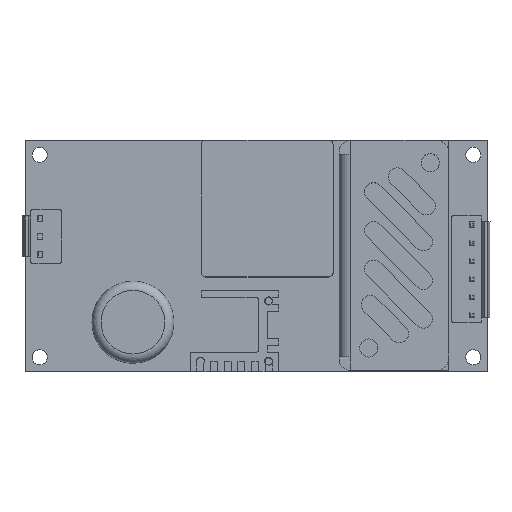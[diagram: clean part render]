
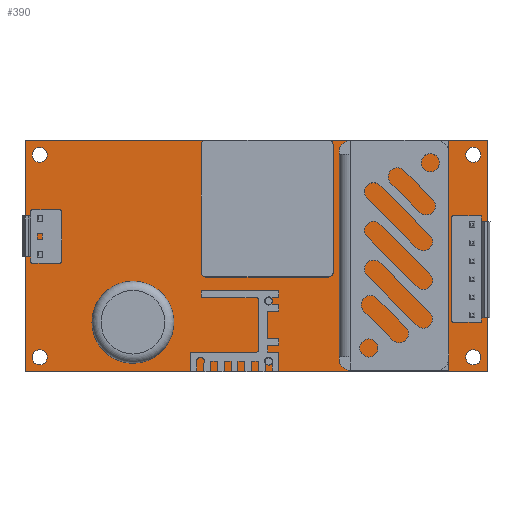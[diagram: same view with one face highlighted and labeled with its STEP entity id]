
A CAD part, top view. The second image highlights one B-rep face of the part: STEP entity #390.
In plain terms, the highlighted planar face has unit normal (0, 0, 1).
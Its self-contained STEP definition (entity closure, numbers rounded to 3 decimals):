
#112=CARTESIAN_POINT('',(83.458,38.439,1.6));
#113=VERTEX_POINT('',#112);
#114=CARTESIAN_POINT('',(81.808,38.439,1.6));
#115=DIRECTION('',(0.0,0.0,-1.0));
#116=DIRECTION('',(-1.0,0.0,0.0));
#117=AXIS2_PLACEMENT_3D('',#114,#115,#116);
#118=CIRCLE('',#117,1.65);
#119=EDGE_CURVE('',#113,#113,#118,.T.);
#140=CARTESIAN_POINT('',(83.463,-6.016,1.6));
#141=VERTEX_POINT('',#140);
#142=CARTESIAN_POINT('',(81.813,-6.016,1.6));
#143=DIRECTION('',(0.0,0.0,-1.0));
#144=DIRECTION('',(-1.0,0.0,0.0));
#145=AXIS2_PLACEMENT_3D('',#142,#143,#144);
#146=CIRCLE('',#145,1.65);
#147=EDGE_CURVE('',#141,#141,#146,.T.);
#168=CARTESIAN_POINT('',(-11.787,-6.016,1.6));
#169=VERTEX_POINT('',#168);
#170=CARTESIAN_POINT('',(-13.437,-6.016,1.6));
#171=DIRECTION('',(0.0,0.0,-1.0));
#172=DIRECTION('',(-1.0,0.0,0.0));
#173=AXIS2_PLACEMENT_3D('',#170,#171,#172);
#174=CIRCLE('',#173,1.65);
#175=EDGE_CURVE('',#169,#169,#174,.T.);
#196=CARTESIAN_POINT('',(-11.792,38.439,1.6));
#197=VERTEX_POINT('',#196);
#198=CARTESIAN_POINT('',(-13.442,38.439,1.6));
#199=DIRECTION('',(0.0,0.0,-1.0));
#200=DIRECTION('',(-1.0,0.0,0.0));
#201=AXIS2_PLACEMENT_3D('',#198,#199,#200);
#202=CIRCLE('',#201,1.65);
#203=EDGE_CURVE('',#197,#197,#202,.T.);
#224=CARTESIAN_POINT('',(84.983,41.614,1.6));
#225=VERTEX_POINT('',#224);
#226=CARTESIAN_POINT('',(84.983,-9.186,1.6));
#227=VERTEX_POINT('',#226);
#228=CARTESIAN_POINT('',(84.983,41.614,1.6));
#229=DIRECTION('',(0.0,-1.0,0.0));
#230=VECTOR('',#229,50.8);
#231=LINE('',#228,#230);
#232=EDGE_CURVE('',#225,#227,#231,.T.);
#264=CARTESIAN_POINT('',(-16.617,-9.186,1.6));
#265=VERTEX_POINT('',#264);
#266=CARTESIAN_POINT('',(84.983,-9.186,1.6));
#267=DIRECTION('',(-1.0,0.0,0.0));
#268=VECTOR('',#267,101.6);
#269=LINE('',#266,#268);
#270=EDGE_CURVE('',#227,#265,#269,.T.);
#295=CARTESIAN_POINT('',(-16.617,41.614,1.6));
#296=VERTEX_POINT('',#295);
#297=CARTESIAN_POINT('',(-16.617,-9.186,1.6));
#298=DIRECTION('',(0.0,1.0,0.0));
#299=VECTOR('',#298,50.8);
#300=LINE('',#297,#299);
#301=EDGE_CURVE('',#265,#296,#300,.T.);
#326=CARTESIAN_POINT('',(-16.617,41.614,1.6));
#327=DIRECTION('',(1.0,0.0,0.0));
#328=VECTOR('',#327,101.6);
#329=LINE('',#326,#328);
#330=EDGE_CURVE('',#296,#225,#329,.T.);
#367=CARTESIAN_POINT('',(34.183,16.214,1.6));
#368=DIRECTION('',(0.0,0.0,1.0));
#369=DIRECTION('',(1.0,0.0,0.0));
#370=AXIS2_PLACEMENT_3D('',#367,#368,#369);
#371=PLANE('',#370);
#372=ORIENTED_EDGE('',*,*,#232,.F.);
#373=ORIENTED_EDGE('',*,*,#330,.F.);
#374=ORIENTED_EDGE('',*,*,#301,.F.);
#375=ORIENTED_EDGE('',*,*,#270,.F.);
#376=EDGE_LOOP('',(#372,#373,#374,#375));
#377=FACE_OUTER_BOUND('',#376,.T.);
#378=ORIENTED_EDGE('',*,*,#119,.T.);
#379=EDGE_LOOP('',(#378));
#380=FACE_BOUND('',#379,.T.);
#381=ORIENTED_EDGE('',*,*,#147,.T.);
#382=EDGE_LOOP('',(#381));
#383=FACE_BOUND('',#382,.T.);
#384=ORIENTED_EDGE('',*,*,#175,.T.);
#385=EDGE_LOOP('',(#384));
#386=FACE_BOUND('',#385,.T.);
#387=ORIENTED_EDGE('',*,*,#203,.T.);
#388=EDGE_LOOP('',(#387));
#389=FACE_BOUND('',#388,.T.);
#390=ADVANCED_FACE('',(#377,#380,#383,#386,#389),#371,.T.);
